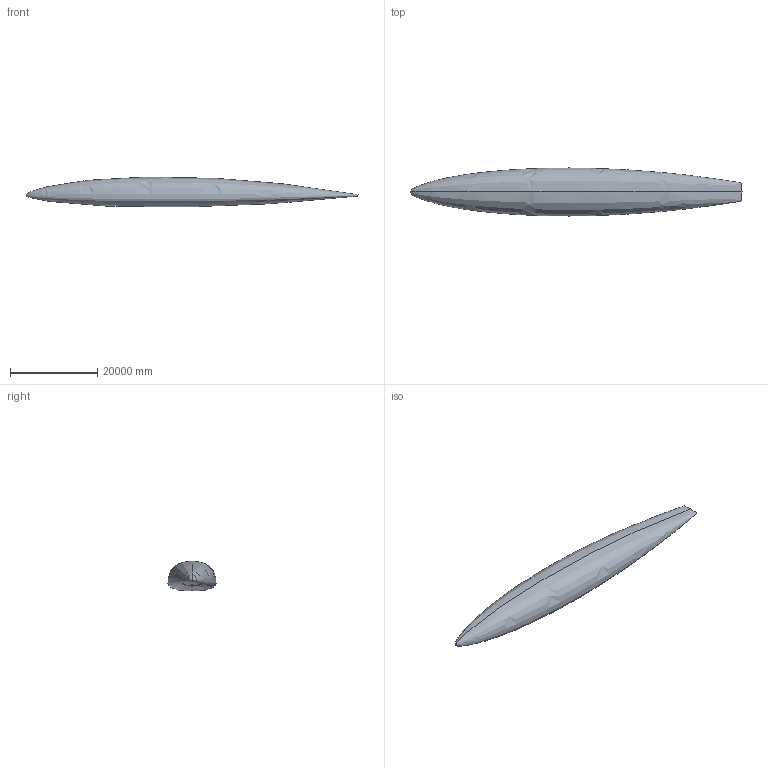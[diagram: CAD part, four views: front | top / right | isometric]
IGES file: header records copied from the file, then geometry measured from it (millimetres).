
Global section: file name: Kiel FM 16.igs; native system: MultiSurf; preprocessor: RGKernel 2.92; author: Multisurf; date: 160305.103725
Bounding box: 76202.43 x 11022.71 x 6882.55 mm (x, y, z)
Surface area: 1709774010.1 mm2 (no closed solid volume)
Topology: 0 solids, 0 shells, 2 faces, 10 edges, 12 vertices
Faces by surface type: bspline 2
